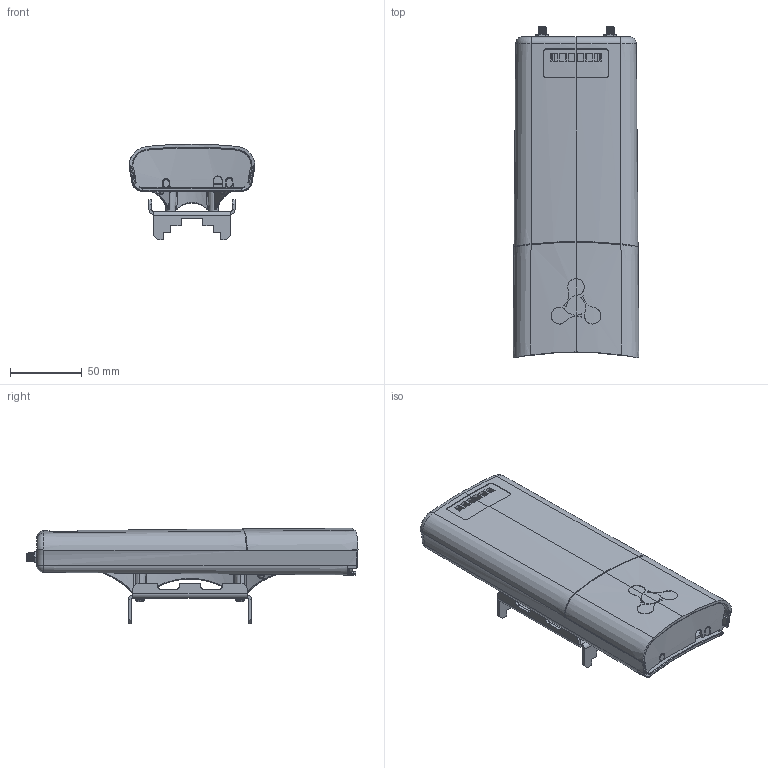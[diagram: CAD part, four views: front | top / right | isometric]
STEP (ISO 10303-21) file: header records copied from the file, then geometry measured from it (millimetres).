
FILE_DESCRIPTION (( 'STEP AP214' ), '1' );
FILE_NAME ('WOP-2AC-LR5 SYNC.STEP', '2025-04-01T06:46:02', ( '' ), ( '' ), 'SwSTEP 2.0', 'SolidWorks 2023', '' );
FILE_SCHEMA (( 'AUTOMOTIVE_DESIGN' ));
Length unit declared in the file: millimetre
Products named in the file (9): __WOP-2AC-LR5.007; __XRF197014_XRF197014_v2; __Plate wop2aclr5 rev.b (3v1); __WOP-2AC-LR5.000_WOP-2AC-LR5.001 (white); WOP-2AC-LR5 SYNC; __WOP-2AC-LR5.000_WOP-2AC-LR5.003 (white); __Fan screw M4-18-11_Fan screw M4-18-11; __WOP-2AC-LR5.000; __WOP-2AC-LR5.000_WOP-2AC-LR5.002 (white)
Assembly tree (12 placements, depth 3):
  WOP-2AC-LR5 SYNC
    __WOP-2AC-LR5.000
      __WOP-2AC-LR5.000_WOP-2AC-LR5.001 (white)
      __WOP-2AC-LR5.000_WOP-2AC-LR5.002 (white)
      __WOP-2AC-LR5.000_WOP-2AC-LR5.003 (white)
    __WOP-2AC-LR5.007
    __Fan screw M4-18-11_Fan screw M4-18-11  x4
    __Plate wop2aclr5 rev.b (3v1)
      __XRF197014_XRF197014_v2  x2
Bounding box: 87.87 x 231.58 x 66.9 mm (x, y, z)
Volume: 167070.6 mm3; surface area: 151595.3 mm2
Topology: 16 solids, 16 shells, 1933 faces, 5191 edges, 3318 vertices
Faces by surface type: plane 861, bspline 389, cylinder 381, cone 216, torus 68, sphere 18
Entity records: 136642 total; most frequent: CARTESIAN_POINT 103156, ORIENTED_EDGE 8078, DIRECTION 5289, EDGE_CURVE 4039, VERTEX_POINT 2590, LINE 1799, VECTOR 1799, AXIS2_PLACEMENT_3D 1745
